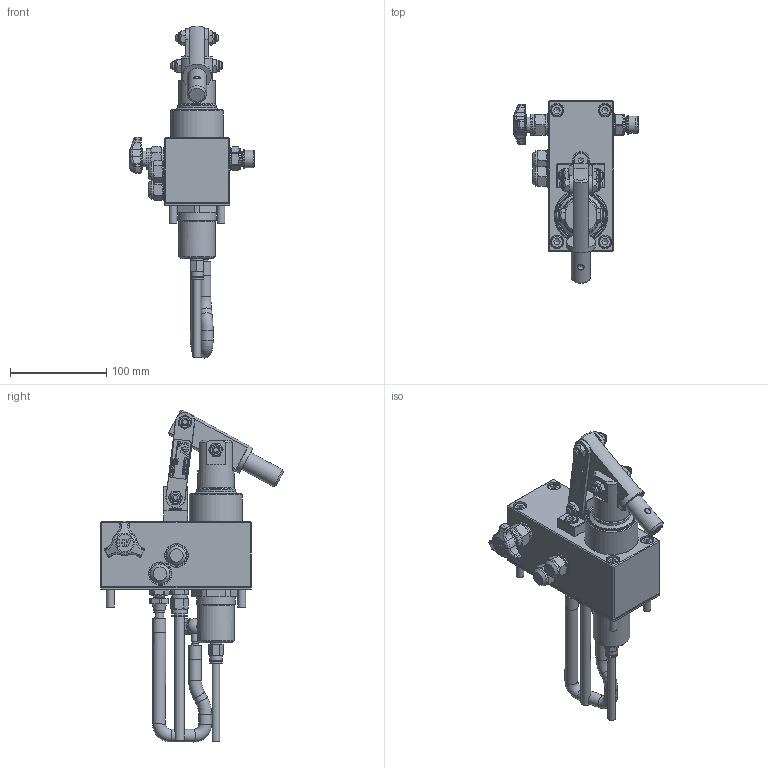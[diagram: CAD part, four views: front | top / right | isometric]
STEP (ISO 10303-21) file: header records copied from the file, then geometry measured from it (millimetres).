
FILE_DESCRIPTION((''),'2;1');
FILE_NAME('6070.6000 STEP.stp','2017-09-19T16:21:16',('Administrator'),(''),'Autodesk Inventor 2013','Autodesk Inventor 2013','');
FILE_SCHEMA(('AUTOMOTIVE_DESIGN { 1 0 10303 214 1 1 1 1 }'));
Length unit declared in the file: millimetre
Products named in the file (1): 6070.6000 Bloccato
Bounding box: 129.22 x 190.32 x 345.65 mm (x, y, z)
Volume: 540630 mm3; surface area: 210459.9 mm2
Topology: 27 solids, 28 shells, 1566 faces, 3780 edges, 2412 vertices
Faces by surface type: plane 841, cylinder 296, cone 185, bspline 168, torus 69, sphere 7
Full cylindrical faces by diameter (mm): 3 x1, 4 x5, 5 x3, 5.2 x1, 6 x2, 6.5 x1, 7.3 x1, 8 x27, 8.2 x1, 8.5 x9, 8.566 x1, 8.917 x2, 9 x8, 10 x4, 10.1 x1, 10.2 x1, 10.5 x2, 11.05 x6, 11.249 x1, 11.445 x1, 11.8 x1, 11.9 x1, 12 x4, 12.8 x1, 13 x9, 13.3 x5, 13.5 x2, 14 x11, 14.95 x2, 15 x1
Entity records: 46042 total; most frequent: CARTESIAN_POINT 11231, ORIENTED_EDGE 6672, DIRECTION 6372, EDGE_CURVE 3336, AXIS2_PLACEMENT_3D 2289, VERTEX_POINT 2287, EDGE_LOOP 2102, VECTOR 1794
